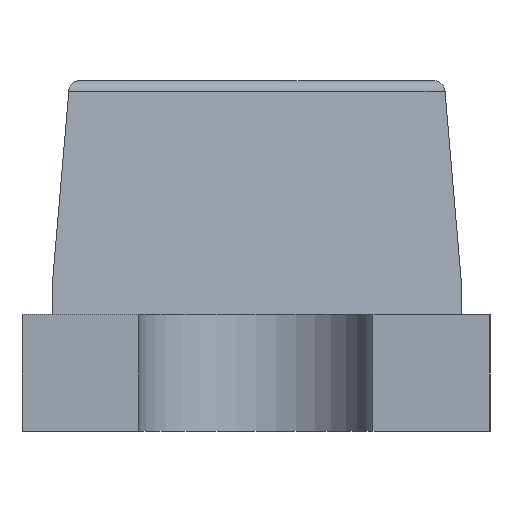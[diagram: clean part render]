
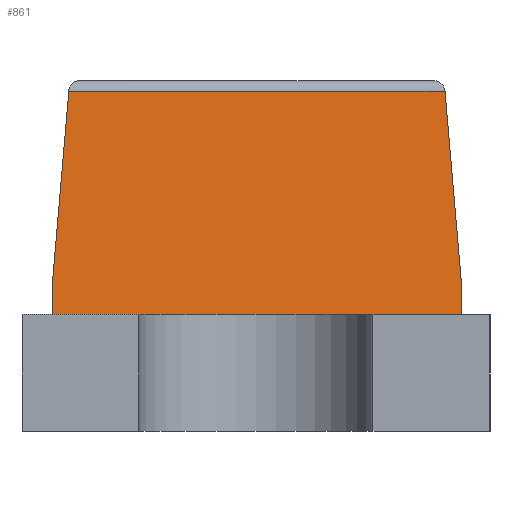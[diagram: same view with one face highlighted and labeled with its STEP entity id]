
A CAD part, left-side view. The second image highlights one B-rep face of the part: STEP entity #861.
In plain terms, the highlighted planar face has unit normal (-0.996, 0, 0.085).
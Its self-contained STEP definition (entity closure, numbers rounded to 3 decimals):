
#192 = CYLINDRICAL_SURFACE('',#193,0.02);
#193 = AXIS2_PLACEMENT_3D('',#194,#195,#196);
#194 = CARTESIAN_POINT('',(-0.456,-0.32,0.58));
#195 = DIRECTION('',(0.,1.,0.));
#196 = DIRECTION('',(0.,0.,1.));
#232 = VERTEX_POINT('',#233);
#233 = CARTESIAN_POINT('',(-0.476,-0.321,0.582
    ));
#269 = PLANE('',#270);
#270 = AXIS2_PLACEMENT_3D('',#271,#272,#273);
#271 = CARTESIAN_POINT('',(0.496,-0.335,0.425));
#272 = DIRECTION('',(0.,-0.996,
    0.085));
#273 = DIRECTION('',(0.,-0.085,
    -0.996));
#486 = VERTEX_POINT('',#487);
#487 = CARTESIAN_POINT('',(-0.476,0.322,0.582
    ));
#523 = PLANE('',#524);
#524 = AXIS2_PLACEMENT_3D('',#525,#526,#527);
#525 = CARTESIAN_POINT('',(-0.504,0.335,0.425));
#526 = DIRECTION('',(0.,0.996,
    0.085));
#527 = DIRECTION('',(0.,-0.085,
    0.996));
#606 = EDGE_CURVE('',#232,#486,#607,.T.);
#607 = SURFACE_CURVE('',#608,(#612,#641),.PCURVE_S1.);
#608 = LINE('',#609,#610);
#609 = CARTESIAN_POINT('',(-0.476,-0.35,
    0.582));
#610 = VECTOR('',#611,1.);
#611 = DIRECTION('',(0.,1.,0.));
#612 = PCURVE('',#192,#613);
#613 = DEFINITIONAL_REPRESENTATION('',(#614),#640);
#614 = B_SPLINE_CURVE_WITH_KNOTS('',3,(#615,#616,#617,#618,#619,#620,
    #621,#622,#623,#624,#625,#626,#627,#628,#629,#630,#631,#632,#633,
    #634,#635,#636,#637,#638,#639),.UNSPECIFIED.,.F.,.F.,(4,1,1,1,1,1,1,
    1,1,1,1,1,1,1,1,1,1,1,1,1,1,1,4),(0.028,
    0.058,0.087,0.116,
    0.145,0.175,0.204,0.233,
    0.262,0.292,0.321,0.35,0.379,
    0.408,0.438,0.467,0.496,
    0.525,0.555,0.584,0.613,
    0.642,0.672),.QUASI_UNIFORM_KNOTS.);
#615 = CARTESIAN_POINT('',(4.798,-0.002));
#616 = CARTESIAN_POINT('',(4.798,0.008));
#617 = CARTESIAN_POINT('',(4.798,0.028));
#618 = CARTESIAN_POINT('',(4.798,0.057));
#619 = CARTESIAN_POINT('',(4.798,0.086));
#620 = CARTESIAN_POINT('',(4.798,0.115));
#621 = CARTESIAN_POINT('',(4.798,0.145));
#622 = CARTESIAN_POINT('',(4.798,0.174));
#623 = CARTESIAN_POINT('',(4.798,0.203));
#624 = CARTESIAN_POINT('',(4.798,0.232));
#625 = CARTESIAN_POINT('',(4.798,0.262));
#626 = CARTESIAN_POINT('',(4.798,0.291));
#627 = CARTESIAN_POINT('',(4.798,0.32));
#628 = CARTESIAN_POINT('',(4.798,0.349));
#629 = CARTESIAN_POINT('',(4.798,0.378));
#630 = CARTESIAN_POINT('',(4.798,0.408));
#631 = CARTESIAN_POINT('',(4.798,0.437));
#632 = CARTESIAN_POINT('',(4.798,0.466));
#633 = CARTESIAN_POINT('',(4.798,0.495));
#634 = CARTESIAN_POINT('',(4.798,0.525));
#635 = CARTESIAN_POINT('',(4.798,0.554));
#636 = CARTESIAN_POINT('',(4.798,0.583));
#637 = CARTESIAN_POINT('',(4.798,0.612));
#638 = CARTESIAN_POINT('',(4.798,0.632));
#639 = CARTESIAN_POINT('',(4.798,0.642));
#640 = ( GEOMETRIC_REPRESENTATION_CONTEXT(2) 
PARAMETRIC_REPRESENTATION_CONTEXT() REPRESENTATION_CONTEXT('2D SPACE',''
  ) );
#641 = PCURVE('',#642,#647);
#642 = PLANE('',#643);
#643 = AXIS2_PLACEMENT_3D('',#644,#645,#646);
#644 = CARTESIAN_POINT('',(-0.489,-0.35,0.425));
#645 = DIRECTION('',(-0.996,0.,
    0.085));
#646 = DIRECTION('',(0.085,0.,
    0.996));
#647 = DEFINITIONAL_REPRESENTATION('',(#648),#652);
#648 = LINE('',#649,#650);
#649 = CARTESIAN_POINT('',(0.157,0.));
#650 = VECTOR('',#651,1.);
#651 = DIRECTION('',(0.,1.));
#652 = ( GEOMETRIC_REPRESENTATION_CONTEXT(2) 
PARAMETRIC_REPRESENTATION_CONTEXT() REPRESENTATION_CONTEXT('2D SPACE',''
  ) );
#716 = VERTEX_POINT('',#717);
#717 = CARTESIAN_POINT('',(-0.504,-0.35,0.25));
#731 = PLANE('',#732);
#732 = AXIS2_PLACEMENT_3D('',#733,#734,#735);
#733 = CARTESIAN_POINT('',(0.496,-0.35,0.2));
#734 = DIRECTION('',(0.,-1.,0.));
#735 = DIRECTION('',(0.,0.,-1.));
#765 = EDGE_CURVE('',#232,#716,#766,.T.);
#766 = SURFACE_CURVE('',#767,(#771,#778),.PCURVE_S1.);
#767 = LINE('',#768,#769);
#768 = CARTESIAN_POINT('',(-0.476,-0.321,0.582
    ));
#769 = VECTOR('',#770,1.);
#770 = DIRECTION('',(-0.085,-0.085,
    -0.993));
#771 = PCURVE('',#269,#772);
#772 = DEFINITIONAL_REPRESENTATION('',(#773),#777);
#773 = LINE('',#774,#775);
#774 = CARTESIAN_POINT('',(-0.157,-0.972));
#775 = VECTOR('',#776,1.);
#776 = DIRECTION('',(0.996,-0.085));
#777 = ( GEOMETRIC_REPRESENTATION_CONTEXT(2) 
PARAMETRIC_REPRESENTATION_CONTEXT() REPRESENTATION_CONTEXT('2D SPACE',''
  ) );
#778 = PCURVE('',#642,#779);
#779 = DEFINITIONAL_REPRESENTATION('',(#780),#784);
#780 = LINE('',#781,#782);
#781 = CARTESIAN_POINT('',(0.157,0.028));
#782 = VECTOR('',#783,1.);
#783 = DIRECTION('',(-0.996,-0.085));
#784 = ( GEOMETRIC_REPRESENTATION_CONTEXT(2) 
PARAMETRIC_REPRESENTATION_CONTEXT() REPRESENTATION_CONTEXT('2D SPACE',''
  ) );
#790 = VERTEX_POINT('',#791);
#791 = CARTESIAN_POINT('',(-0.504,0.35,0.25));
#807 = PLANE('',#808);
#808 = AXIS2_PLACEMENT_3D('',#809,#810,#811);
#809 = CARTESIAN_POINT('',(-0.504,0.35,0.2));
#810 = DIRECTION('',(0.,1.,0.));
#811 = DIRECTION('',(0.,0.,1.));
#819 = EDGE_CURVE('',#790,#486,#820,.T.);
#820 = SURFACE_CURVE('',#821,(#825,#832),.PCURVE_S1.);
#821 = LINE('',#822,#823);
#822 = CARTESIAN_POINT('',(-0.504,0.35,0.25));
#823 = VECTOR('',#824,1.);
#824 = DIRECTION('',(0.085,-0.085,
    0.993));
#825 = PCURVE('',#523,#826);
#826 = DEFINITIONAL_REPRESENTATION('',(#827),#831);
#827 = LINE('',#828,#829);
#828 = CARTESIAN_POINT('',(-0.176,0.));
#829 = VECTOR('',#830,1.);
#830 = DIRECTION('',(0.996,0.085));
#831 = ( GEOMETRIC_REPRESENTATION_CONTEXT(2) 
PARAMETRIC_REPRESENTATION_CONTEXT() REPRESENTATION_CONTEXT('2D SPACE',''
  ) );
#832 = PCURVE('',#642,#833);
#833 = DEFINITIONAL_REPRESENTATION('',(#834),#838);
#834 = LINE('',#835,#836);
#835 = CARTESIAN_POINT('',(-0.176,0.7));
#836 = VECTOR('',#837,1.);
#837 = DIRECTION('',(0.996,-0.085));
#838 = ( GEOMETRIC_REPRESENTATION_CONTEXT(2) 
PARAMETRIC_REPRESENTATION_CONTEXT() REPRESENTATION_CONTEXT('2D SPACE',''
  ) );
#861 = ADVANCED_FACE('',(#862),#642,.T.);
#862 = FACE_BOUND('',#863,.T.);
#863 = EDGE_LOOP('',(#864,#887,#915,#936,#937,#938));
#864 = ORIENTED_EDGE('',*,*,#865,.T.);
#865 = EDGE_CURVE('',#790,#866,#868,.T.);
#866 = VERTEX_POINT('',#867);
#867 = CARTESIAN_POINT('',(-0.508,0.35,0.2));
#868 = SURFACE_CURVE('',#869,(#873,#880),.PCURVE_S1.);
#869 = LINE('',#870,#871);
#870 = CARTESIAN_POINT('',(-0.489,0.35,0.425));
#871 = VECTOR('',#872,1.);
#872 = DIRECTION('',(-0.085,0.,-0.996));
#873 = PCURVE('',#642,#874);
#874 = DEFINITIONAL_REPRESENTATION('',(#875),#879);
#875 = LINE('',#876,#877);
#876 = CARTESIAN_POINT('',(0.,0.7));
#877 = VECTOR('',#878,1.);
#878 = DIRECTION('',(-1.,0.));
#879 = ( GEOMETRIC_REPRESENTATION_CONTEXT(2) 
PARAMETRIC_REPRESENTATION_CONTEXT() REPRESENTATION_CONTEXT('2D SPACE',''
  ) );
#880 = PCURVE('',#807,#881);
#881 = DEFINITIONAL_REPRESENTATION('',(#882),#886);
#882 = LINE('',#883,#884);
#883 = CARTESIAN_POINT('',(0.225,0.015));
#884 = VECTOR('',#885,1.);
#885 = DIRECTION('',(-0.996,-0.085));
#886 = ( GEOMETRIC_REPRESENTATION_CONTEXT(2) 
PARAMETRIC_REPRESENTATION_CONTEXT() REPRESENTATION_CONTEXT('2D SPACE',''
  ) );
#887 = ORIENTED_EDGE('',*,*,#888,.T.);
#888 = EDGE_CURVE('',#866,#889,#891,.T.);
#889 = VERTEX_POINT('',#890);
#890 = CARTESIAN_POINT('',(-0.508,-0.35,0.2));
#891 = SURFACE_CURVE('',#892,(#896,#903),.PCURVE_S1.);
#892 = LINE('',#893,#894);
#893 = CARTESIAN_POINT('',(-0.508,0.35,0.2));
#894 = VECTOR('',#895,1.);
#895 = DIRECTION('',(0.,-1.,0.));
#896 = PCURVE('',#642,#897);
#897 = DEFINITIONAL_REPRESENTATION('',(#898),#902);
#898 = LINE('',#899,#900);
#899 = CARTESIAN_POINT('',(-0.226,0.7));
#900 = VECTOR('',#901,1.);
#901 = DIRECTION('',(0.,-1.));
#902 = ( GEOMETRIC_REPRESENTATION_CONTEXT(2) 
PARAMETRIC_REPRESENTATION_CONTEXT() REPRESENTATION_CONTEXT('2D SPACE',''
  ) );
#903 = PCURVE('',#904,#909);
#904 = PLANE('',#905);
#905 = AXIS2_PLACEMENT_3D('',#906,#907,#908);
#906 = CARTESIAN_POINT('',(0.399,0.402,0.2));
#907 = DIRECTION('',(0.,0.,1.));
#908 = DIRECTION('',(1.,0.,0.));
#909 = DEFINITIONAL_REPRESENTATION('',(#910),#914);
#910 = LINE('',#911,#912);
#911 = CARTESIAN_POINT('',(-0.907,-0.052));
#912 = VECTOR('',#913,1.);
#913 = DIRECTION('',(0.,-1.));
#914 = ( GEOMETRIC_REPRESENTATION_CONTEXT(2) 
PARAMETRIC_REPRESENTATION_CONTEXT() REPRESENTATION_CONTEXT('2D SPACE',''
  ) );
#915 = ORIENTED_EDGE('',*,*,#916,.F.);
#916 = EDGE_CURVE('',#716,#889,#917,.T.);
#917 = SURFACE_CURVE('',#918,(#922,#929),.PCURVE_S1.);
#918 = LINE('',#919,#920);
#919 = CARTESIAN_POINT('',(-0.501,-0.35,
    0.285));
#920 = VECTOR('',#921,1.);
#921 = DIRECTION('',(-0.085,0.,-0.996));
#922 = PCURVE('',#642,#923);
#923 = DEFINITIONAL_REPRESENTATION('',(#924),#928);
#924 = LINE('',#925,#926);
#925 = CARTESIAN_POINT('',(-0.14,0.));
#926 = VECTOR('',#927,1.);
#927 = DIRECTION('',(-1.,0.));
#928 = ( GEOMETRIC_REPRESENTATION_CONTEXT(2) 
PARAMETRIC_REPRESENTATION_CONTEXT() REPRESENTATION_CONTEXT('2D SPACE',''
  ) );
#929 = PCURVE('',#731,#930);
#930 = DEFINITIONAL_REPRESENTATION('',(#931),#935);
#931 = LINE('',#932,#933);
#932 = CARTESIAN_POINT('',(-0.085,-0.997));
#933 = VECTOR('',#934,1.);
#934 = DIRECTION('',(0.996,-0.085));
#935 = ( GEOMETRIC_REPRESENTATION_CONTEXT(2) 
PARAMETRIC_REPRESENTATION_CONTEXT() REPRESENTATION_CONTEXT('2D SPACE',''
  ) );
#936 = ORIENTED_EDGE('',*,*,#765,.F.);
#937 = ORIENTED_EDGE('',*,*,#606,.T.);
#938 = ORIENTED_EDGE('',*,*,#819,.F.);
